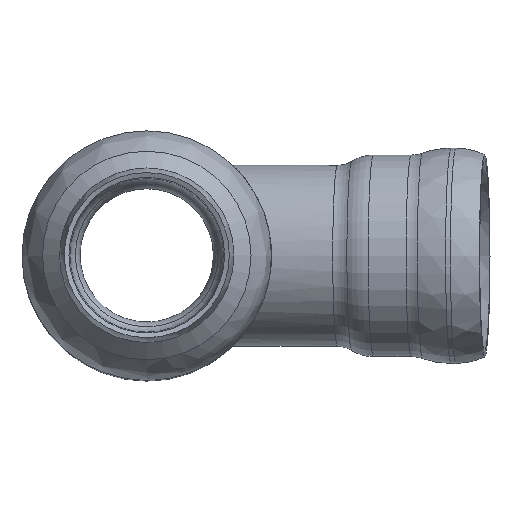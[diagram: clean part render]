
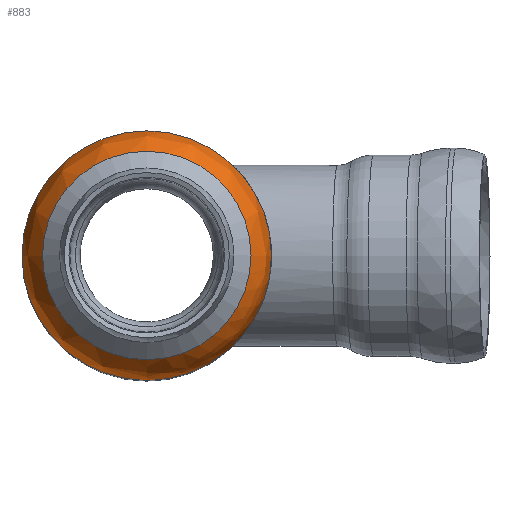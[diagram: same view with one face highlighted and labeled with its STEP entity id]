
A CAD part, top view. The second image highlights one B-rep face of the part: STEP entity #883.
In plain terms, the highlighted free-form (B-spline) face has degree [2, 2] with [3, 9] control points.
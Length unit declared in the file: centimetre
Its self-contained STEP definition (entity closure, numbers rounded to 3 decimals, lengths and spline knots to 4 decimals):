
#156=FACE_OUTER_BOUND('',#210,.T.);
#210=EDGE_LOOP('',(#744,#745,#746,#747,#748));
#287=CIRCLE('',#983,36.5);
#288=CIRCLE('',#984,36.5);
#299=CIRCLE('',#1001,30.5);
#300=CIRCLE('',#1002,19.);
#382=VERTEX_POINT('',#1677);
#383=VERTEX_POINT('',#1679);
#396=VERTEX_POINT('',#1915);
#496=EDGE_CURVE('',#382,#383,#287,.T.);
#497=EDGE_CURVE('',#383,#382,#288,.T.);
#517=EDGE_CURVE('',#396,#396,#299,.T.);
#518=EDGE_CURVE('',#383,#396,#300,.T.);
#744=ORIENTED_EDGE('',*,*,#497,.F.);
#745=ORIENTED_EDGE('',*,*,#518,.T.);
#746=ORIENTED_EDGE('',*,*,#517,.T.);
#747=ORIENTED_EDGE('',*,*,#518,.F.);
#748=ORIENTED_EDGE('',*,*,#496,.F.);
#846=(
BOUNDED_SURFACE()
B_SPLINE_SURFACE(2,2,((#1917,#1918,#1919,#1920,#1921,#1922,#1923,#1924,
#1925),(#1926,#1927,#1928,#1929,#1930,#1931,#1932,#1933,#1934),(#1935,#1936,
#1937,#1938,#1939,#1940,#1941,#1942,#1943)),.UNSPECIFIED.,.F.,.T.,.F.)
B_SPLINE_SURFACE_WITH_KNOTS((3,3),(3,2,2,2,3),(-0.8173,0.),(-3.1416,
-1.5708,0.,1.5708,3.1416),.UNSPECIFIED.)
GEOMETRIC_REPRESENTATION_ITEM()
RATIONAL_B_SPLINE_SURFACE(((1.,0.707,1.,0.707,1.,
0.707,1.,0.707,1.),(0.918,0.649,
0.918,0.649,0.918,0.649,
0.918,0.649,0.918),(1.,0.707,
1.,0.707,1.,0.707,1.,0.707,1.)))
REPRESENTATION_ITEM('')
SURFACE()
);
#883=ADVANCED_FACE('',(#156),#846,.F.);
#983=AXIS2_PLACEMENT_3D('',#1680,#1223,#1224);
#984=AXIS2_PLACEMENT_3D('',#1681,#1225,#1226);
#1001=AXIS2_PLACEMENT_3D('',#1916,#1263,#1264);
#1002=AXIS2_PLACEMENT_3D('',#1944,#1265,#1266);
#1223=DIRECTION('center_axis',(0.,0.,-1.));
#1224=DIRECTION('ref_axis',(1.,0.,0.));
#1225=DIRECTION('center_axis',(0.,0.,-1.));
#1226=DIRECTION('ref_axis',(1.,0.,0.));
#1263=DIRECTION('center_axis',(0.,0.,-1.));
#1264=DIRECTION('ref_axis',(1.,0.,0.));
#1265=DIRECTION('center_axis',(-1.,0.,0.));
#1266=DIRECTION('ref_axis',(0.,-1.,0.));
#1677=CARTESIAN_POINT('',(723.3593,382.9023,33.6436));
#1679=CARTESIAN_POINT('',(686.8593,346.4023,33.6436));
#1680=CARTESIAN_POINT('Origin',(686.8593,382.9023,33.6436));
#1681=CARTESIAN_POINT('Origin',(686.8593,382.9023,33.6436));
#1915=CARTESIAN_POINT('',(686.8593,352.4023,47.5));
#1916=CARTESIAN_POINT('Origin',(686.8593,382.9023,47.5));
#1917=CARTESIAN_POINT('Ctrl Pts',(686.8593,352.4023,47.5));
#1918=CARTESIAN_POINT('Ctrl Pts',(656.3593,352.4023,47.5));
#1919=CARTESIAN_POINT('Ctrl Pts',(656.3593,382.9023,47.5));
#1920=CARTESIAN_POINT('Ctrl Pts',(656.3593,413.4023,47.5));
#1921=CARTESIAN_POINT('Ctrl Pts',(686.8593,413.4023,47.5));
#1922=CARTESIAN_POINT('Ctrl Pts',(717.3593,413.4023,47.5));
#1923=CARTESIAN_POINT('Ctrl Pts',(717.3593,382.9023,47.5));
#1924=CARTESIAN_POINT('Ctrl Pts',(717.3593,352.4023,47.5));
#1925=CARTESIAN_POINT('Ctrl Pts',(686.8593,352.4023,47.5));
#1926=CARTESIAN_POINT('Ctrl Pts',(686.8593,346.4023,41.8708));
#1927=CARTESIAN_POINT('Ctrl Pts',(650.3593,346.4023,41.8708));
#1928=CARTESIAN_POINT('Ctrl Pts',(650.3593,382.9023,41.8708));
#1929=CARTESIAN_POINT('Ctrl Pts',(650.3593,419.4023,41.8708));
#1930=CARTESIAN_POINT('Ctrl Pts',(686.8593,419.4023,41.8708));
#1931=CARTESIAN_POINT('Ctrl Pts',(723.3593,419.4023,41.8708));
#1932=CARTESIAN_POINT('Ctrl Pts',(723.3593,382.9023,41.8708));
#1933=CARTESIAN_POINT('Ctrl Pts',(723.3593,346.4023,41.8708));
#1934=CARTESIAN_POINT('Ctrl Pts',(686.8593,346.4023,41.8708));
#1935=CARTESIAN_POINT('Ctrl Pts',(686.8593,346.4023,33.6436));
#1936=CARTESIAN_POINT('Ctrl Pts',(650.3593,346.4023,33.6436));
#1937=CARTESIAN_POINT('Ctrl Pts',(650.3593,382.9023,33.6436));
#1938=CARTESIAN_POINT('Ctrl Pts',(650.3593,419.4023,33.6436));
#1939=CARTESIAN_POINT('Ctrl Pts',(686.8593,419.4023,33.6436));
#1940=CARTESIAN_POINT('Ctrl Pts',(723.3593,419.4023,33.6436));
#1941=CARTESIAN_POINT('Ctrl Pts',(723.3593,382.9023,33.6436));
#1942=CARTESIAN_POINT('Ctrl Pts',(723.3593,346.4023,33.6436));
#1943=CARTESIAN_POINT('Ctrl Pts',(686.8593,346.4023,33.6436));
#1944=CARTESIAN_POINT('Origin',(686.8593,365.4023,33.6436));
